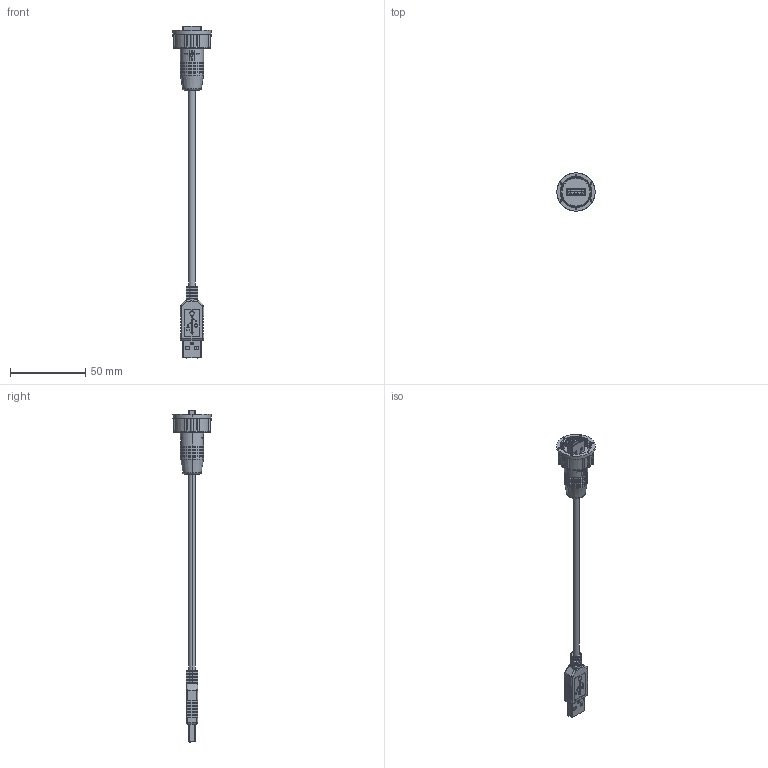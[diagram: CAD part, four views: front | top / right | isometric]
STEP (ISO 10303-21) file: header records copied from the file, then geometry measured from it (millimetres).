
FILE_DESCRIPTION (( 'STEP AP214' ), '1' );
FILE_NAME ('U2A00009_3D.STEP', '2020-07-13T13:47:04', ( '' ), ( '' ), 'SwSTEP 2.0', 'SolidWorks 2018', '' );
FILE_SCHEMA (( 'AUTOMOTIVE_DESIGN' ));
Length unit declared in the file: millimetre
Products named in the file (16): U2A00009_3D; 1AA05-003-MA2_CRIMPED; 1AG01-282; 1AA05-003_CRIMPED; MTN-972; 1AA05-003-MA1; MTN-422; 1AA05-003-MA4; 1AJ03-030; MTN-151; WPUSBAB-MA1; 1AA05-003-MA3; 1AA05-003-MA5; MTN-151_NEW LOGO
Assembly tree (19 placements, depth 5):
  U2A00009_3D
    MTN-972
      MTN-972
      MTN-422
        1AA05-003_CRIMPED
          1AA05-003-MA1
          1AA05-003-MA2_CRIMPED
          1AA05-003-MA3
          1AA05-003-MA4  x4
          1AA05-003-MA5
        MTN-422
    1AJ03-030
    1AG01-282
    WPUSBAB-MA1
    MTN-151
      MTN-151_NEW LOGO
      1AA05-003_CRIMPED
        1AA05-003-MA1
        1AA05-003-MA2_CRIMPED
        1AA05-003-MA3
        1AA05-003-MA4  x4
        1AA05-003-MA5
Bounding box: 25.4 x 25.4 x 220.45 mm (x, y, z)
Volume: 15913.3 mm3; surface area: 17191.3 mm2
Topology: 24 solids, 24 shells, 1651 faces, 4359 edges, 2781 vertices
Faces by surface type: plane 904, cylinder 390, bspline 175, torus 78, sphere 60, cone 44
Entity records: 42239 total; most frequent: CARTESIAN_POINT 13319, ORIENTED_EDGE 6140, DIRECTION 5618, EDGE_CURVE 3070, VERTEX_POINT 1965, AXIS2_PLACEMENT_3D 1938, VECTOR 1742, LINE 1742
